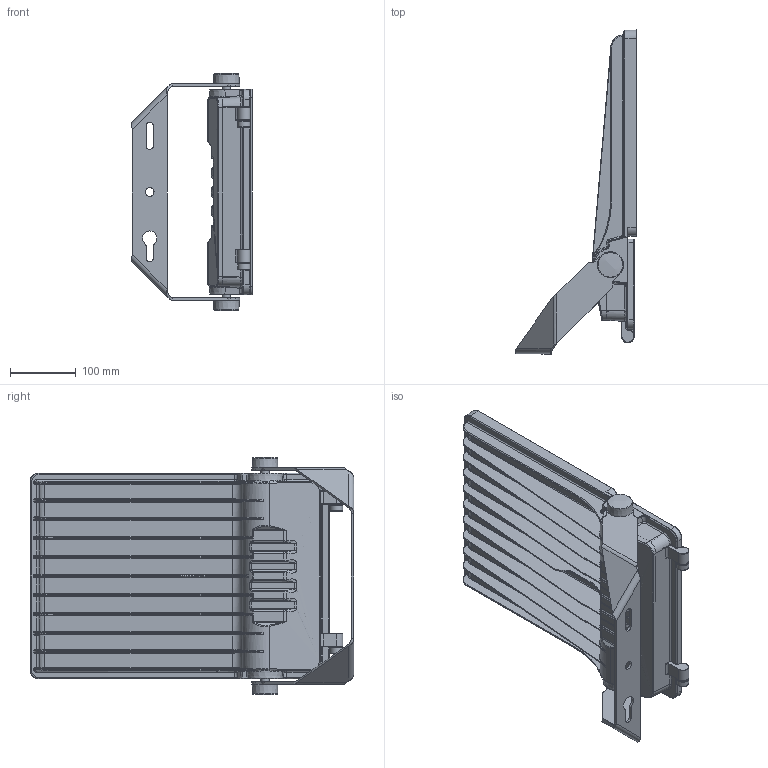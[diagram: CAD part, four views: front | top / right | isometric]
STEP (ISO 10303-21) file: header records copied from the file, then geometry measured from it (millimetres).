
FILE_DESCRIPTION (( 'STEP AP214' ), '1' );
FILE_NAME ('FL_FLEX_180W.STEP', '2024-09-25T06:43:42', ( '' ), ( '' ), 'SwSTEP 2.0', 'SolidWorks 2022', '' );
FILE_SCHEMA (( 'AUTOMOTIVE_DESIGN' ));
Length unit declared in the file: millimetre
Products named in the file (1): FL_FLEX_180W
Bounding box: 183.28 x 490.6 x 359.88 mm (x, y, z)
Volume: 1903367.7 mm3; surface area: 905918.4 mm2
Topology: 8 solids, 9 shells, 1055 faces, 2463 edges, 1438 vertices
Faces by surface type: cylinder 391, bspline 364, plane 233, torus 38, cone 19, sphere 10
Full cylindrical faces by diameter (mm): 12.5 x2
Entity records: 72862 total; most frequent: CARTESIAN_POINT 39979, ORIENTED_EDGE 4910, DIRECTION 3714, EDGE_CURVE 2455, VERTEX_POINT 1436, AXIS2_PLACEMENT_3D 1371, EDGE_LOOP 1089, UNCERTAINTY_MEASURE_WITH_UNIT 1065
